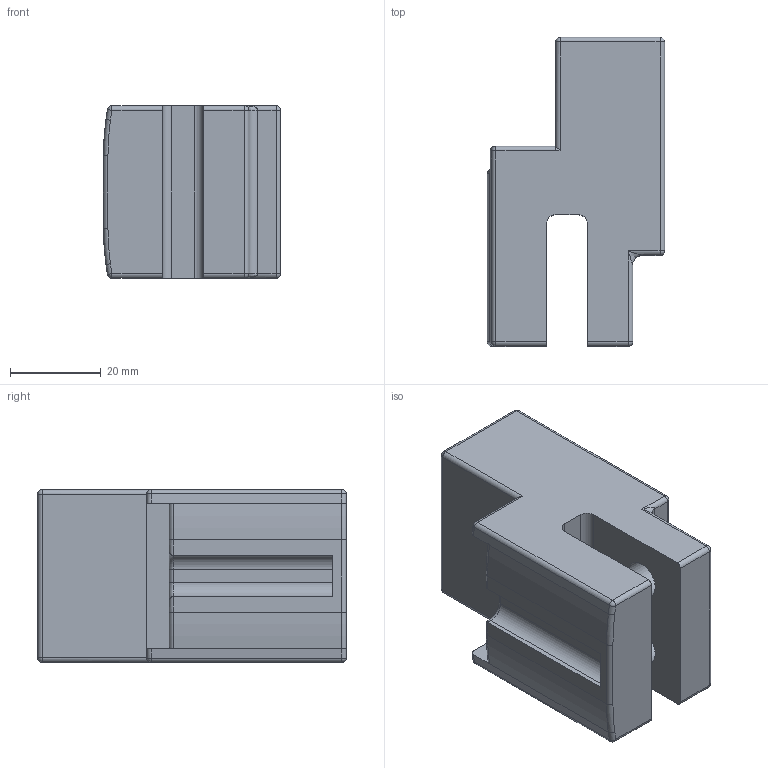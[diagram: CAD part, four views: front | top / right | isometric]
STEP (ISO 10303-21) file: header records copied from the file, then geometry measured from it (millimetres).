
FILE_DESCRIPTION(('FreeCAD Model'),'2;1');
FILE_NAME('Open CASCADE Shape Model','2022-02-19T20:10:10',('Author'),( ''),'Open CASCADE STEP processor 7.5','FreeCAD','Unknown');
FILE_SCHEMA(('AUTOMOTIVE_DESIGN { 1 0 10303 214 1 1 1 1 }'));
Length unit declared in the file: millimetre
Products named in the file (2): Part; Body
Assembly tree (1 placements, depth 2):
  Part
    Body
Bounding box: 39 x 68 x 38 mm (x, y, z)
Volume: 56209.5 mm3; surface area: 16754 mm2
Topology: 1 solids, 1 shells, 100 faces, 243 edges, 132 vertices
Faces by surface type: cylinder 48, plane 30, sphere 12, torus 6, bspline 2, cone 2
Full cylindrical faces by diameter (mm): 3.5 x1, 4.2 x2, 8.25 x2
Entity records: 6197 total; most frequent: CARTESIAN_POINT 1455, DIRECTION 934, LINE 539, VECTOR 539, ORIENTED_EDGE 454, PCURVE 454, DEFINITIONAL_REPRESENTATION 454, EDGE_CURVE 227
